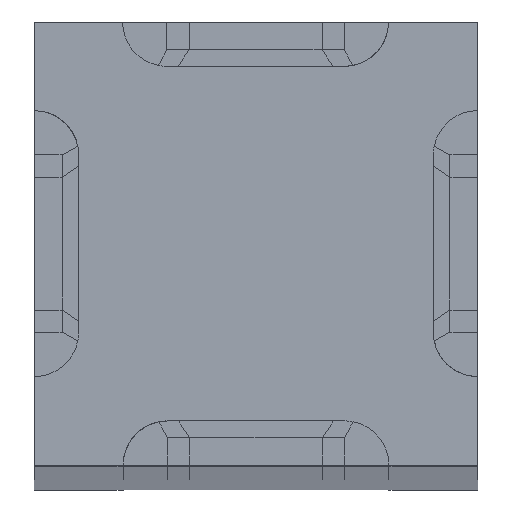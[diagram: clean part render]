
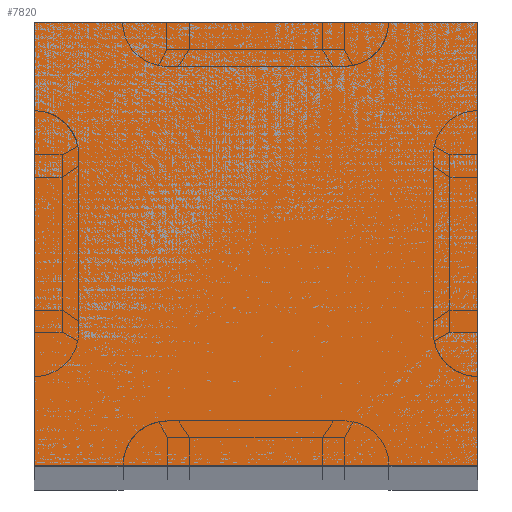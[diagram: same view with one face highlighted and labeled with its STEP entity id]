
A CAD part, top view. The second image highlights one B-rep face of the part: STEP entity #7820.
In plain terms, the highlighted planar face has unit normal (0, 0, 1).
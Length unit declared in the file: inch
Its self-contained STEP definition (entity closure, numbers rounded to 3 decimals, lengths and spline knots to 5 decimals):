
#169=PLANE('',#8427);
#621=FACE_OUTER_BOUND('',#1131,.T.);
#1131=EDGE_LOOP('',(#5630,#5631,#5632,#5633));
#1678=LINE('',#11399,#2647);
#1680=LINE('',#11403,#2649);
#1682=LINE('',#11407,#2651);
#1685=LINE('',#11411,#2654);
#2647=VECTOR('',#9141,0.3937);
#2649=VECTOR('',#9145,0.3937);
#2651=VECTOR('',#9149,0.3937);
#2654=VECTOR('',#9154,0.3937);
#3719=VERTEX_POINT('',#11396);
#3720=VERTEX_POINT('',#11398);
#3721=VERTEX_POINT('',#11402);
#3722=VERTEX_POINT('',#11406);
#4466=EDGE_CURVE('',#3720,#3719,#1678,.T.);
#4468=EDGE_CURVE('',#3721,#3720,#1680,.T.);
#4470=EDGE_CURVE('',#3722,#3721,#1682,.T.);
#4473=EDGE_CURVE('',#3719,#3722,#1685,.T.);
#5630=ORIENTED_EDGE('',*,*,#4473,.T.);
#5631=ORIENTED_EDGE('',*,*,#4470,.T.);
#5632=ORIENTED_EDGE('',*,*,#4468,.T.);
#5633=ORIENTED_EDGE('',*,*,#4466,.T.);
#7820=ADVANCED_FACE('',(#621),#169,.T.);
#8427=AXIS2_PLACEMENT_3D('',#11413,#9157,#9158);
#9141=DIRECTION('',(0.,-1.,0.));
#9145=DIRECTION('',(-1.,0.,0.));
#9149=DIRECTION('',(0.,1.,0.));
#9154=DIRECTION('',(1.,0.,0.));
#9157=DIRECTION('center_axis',(0.,0.,1.));
#9158=DIRECTION('ref_axis',(1.,0.,0.));
#11396=CARTESIAN_POINT('',(-1.,-1.,2.));
#11398=CARTESIAN_POINT('',(-1.,1.,2.));
#11399=CARTESIAN_POINT('',(-1.,1.,2.));
#11402=CARTESIAN_POINT('',(1.,1.,2.));
#11403=CARTESIAN_POINT('',(1.,1.,2.));
#11406=CARTESIAN_POINT('',(1.,-1.,2.));
#11407=CARTESIAN_POINT('',(1.,-1.,2.));
#11411=CARTESIAN_POINT('',(-1.,-1.,2.));
#11413=CARTESIAN_POINT('Origin',(0.,0.,
2.));
